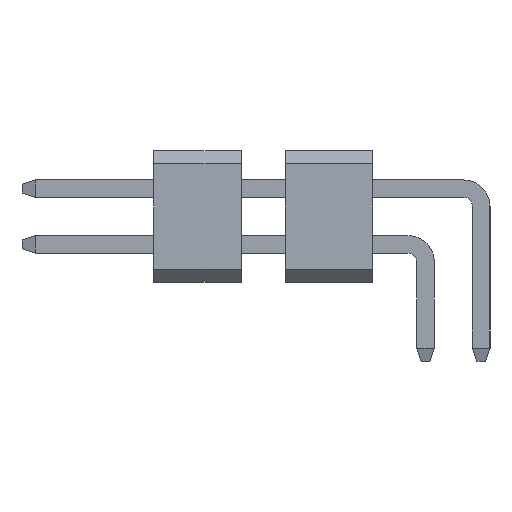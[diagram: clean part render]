
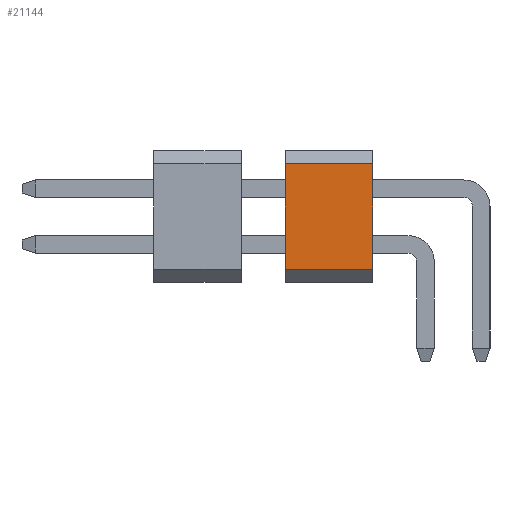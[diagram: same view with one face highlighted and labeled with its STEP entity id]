
A CAD part, left-side view. The second image highlights one B-rep face of the part: STEP entity #21144.
In plain terms, the highlighted planar face has unit normal (-1, 0, 0).
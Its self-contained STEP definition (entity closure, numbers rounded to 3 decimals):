
#18571=CARTESIAN_POINT('',(-0.635,0.,1.2));
#18572=VERTEX_POINT('',#18571);
#18579=CARTESIAN_POINT('',(-0.635,0.,-1.2));
#18580=VERTEX_POINT('',#18579);
#18581=CARTESIAN_POINT('',(-0.635,0.,1.2));
#18582=DIRECTION('',(0.,0.,-1.));
#18583=VECTOR('',#18582,2.4);
#18584=LINE('',#18581,#18583);
#18585=EDGE_CURVE('',#18572,#18580,#18584,.T.);
#19752=CARTESIAN_POINT('',(-0.635,2.,-1.2));
#19753=VERTEX_POINT('',#19752);
#19760=CARTESIAN_POINT('',(-0.635,2.,1.2));
#19761=VERTEX_POINT('',#19760);
#19762=CARTESIAN_POINT('',(-0.635,2.,-1.2));
#19763=DIRECTION('',(0.,0.,1.));
#19764=VECTOR('',#19763,2.4);
#19765=LINE('',#19762,#19764);
#19766=EDGE_CURVE('',#19753,#19761,#19765,.T.);
#21116=CARTESIAN_POINT('',(-0.635,2.,1.2));
#21117=DIRECTION('',(0.,-1.,0.));
#21118=VECTOR('',#21117,2.);
#21119=LINE('',#21116,#21118);
#21120=EDGE_CURVE('',#19761,#18572,#21119,.T.);
#21128=CARTESIAN_POINT('',(-0.635,0.,-1.5));
#21129=DIRECTION('',(0.,0.,1.));
#21130=DIRECTION('',(-1.,0.,0.));
#21131=AXIS2_PLACEMENT_3D('',#21128,#21130,#21129);
#21132=PLANE('',#21131);
#21133=ORIENTED_EDGE('',*,*,#18585,.F.);
#21134=ORIENTED_EDGE('',*,*,#21120,.F.);
#21135=ORIENTED_EDGE('',*,*,#19766,.F.);
#21136=CARTESIAN_POINT('',(-0.635,2.,-1.2));
#21137=DIRECTION('',(0.,-1.,0.));
#21138=VECTOR('',#21137,2.);
#21139=LINE('',#21136,#21138);
#21140=EDGE_CURVE('',#19753,#18580,#21139,.T.);
#21141=ORIENTED_EDGE('',*,*,#21140,.T.);
#21142=EDGE_LOOP('',(#21133,#21134,#21135,#21141));
#21143=FACE_OUTER_BOUND('',#21142,.T.);
#21144=ADVANCED_FACE('',(#21143),#21132,.T.);
